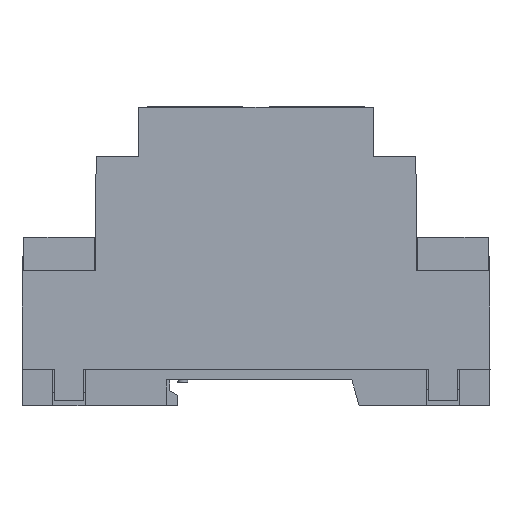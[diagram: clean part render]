
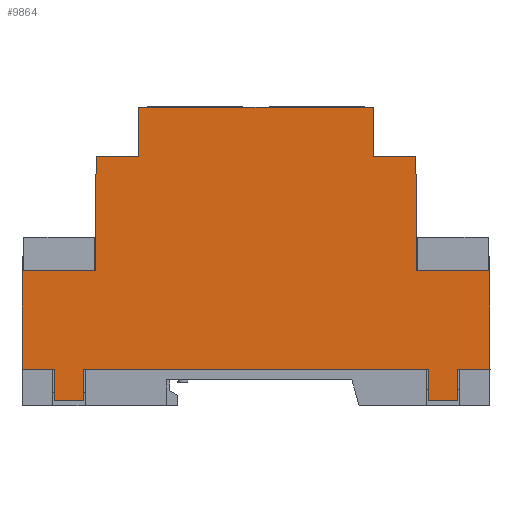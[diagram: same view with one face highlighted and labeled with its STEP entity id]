
A CAD part, front view. The second image highlights one B-rep face of the part: STEP entity #9864.
In plain terms, the highlighted planar face has unit normal (0, -1, 0).
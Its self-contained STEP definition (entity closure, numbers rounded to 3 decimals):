
#374=PLANE('',#10531);
#825=FACE_OUTER_BOUND('',#1339,.T.);
#1339=EDGE_LOOP('',(#8311,#8312,#8313,#8314,#8315,#8316,#8317,#8318,#8319,
#8320,#8321,#8322,#8323,#8324,#8325,#8326,#8327,#8328,#8329,#8330));
#2027=LINE('',#14473,#3272);
#2036=LINE('',#14491,#3281);
#2038=LINE('',#14495,#3283);
#2041=LINE('',#14500,#3286);
#2044=LINE('',#14506,#3289);
#2069=LINE('',#14557,#3314);
#2080=LINE('',#14577,#3325);
#2081=LINE('',#14580,#3326);
#2085=LINE('',#14587,#3330);
#2110=LINE('',#14638,#3355);
#2120=LINE('',#14655,#3365);
#2127=LINE('',#14667,#3372);
#2319=LINE('',#15175,#3564);
#2322=LINE('',#15180,#3567);
#2325=LINE('',#15186,#3570);
#2327=LINE('',#15190,#3572);
#2329=LINE('',#15194,#3574);
#2332=LINE('',#15200,#3577);
#2335=LINE('',#15206,#3580);
#2338=LINE('',#15211,#3583);
#3272=VECTOR('',#11697,10.);
#3281=VECTOR('',#11714,10.);
#3283=VECTOR('',#11718,10.);
#3286=VECTOR('',#11723,10.);
#3289=VECTOR('',#11728,10.);
#3314=VECTOR('',#11769,10.);
#3325=VECTOR('',#11788,10.);
#3326=VECTOR('',#11791,10.);
#3330=VECTOR('',#11797,10.);
#3355=VECTOR('',#11836,10.);
#3365=VECTOR('',#11852,10.);
#3372=VECTOR('',#11863,10.);
#3564=VECTOR('',#12355,10.);
#3567=VECTOR('',#12360,10.);
#3570=VECTOR('',#12365,10.);
#3572=VECTOR('',#12369,10.);
#3574=VECTOR('',#12373,10.);
#3577=VECTOR('',#12378,10.);
#3580=VECTOR('',#12383,10.);
#3583=VECTOR('',#12388,10.);
#4574=VERTEX_POINT('',#14467);
#4576=VERTEX_POINT('',#14471);
#4581=VERTEX_POINT('',#14490);
#4582=VERTEX_POINT('',#14494);
#4583=VERTEX_POINT('',#14498);
#4585=VERTEX_POINT('',#14505);
#4602=VERTEX_POINT('',#14554);
#4603=VERTEX_POINT('',#14556);
#4609=VERTEX_POINT('',#14579);
#4611=VERTEX_POINT('',#14585);
#4630=VERTEX_POINT('',#14637);
#4633=VERTEX_POINT('',#14652);
#4634=VERTEX_POINT('',#14654);
#4801=VERTEX_POINT('',#15171);
#4803=VERTEX_POINT('',#15174);
#4805=VERTEX_POINT('',#15183);
#4807=VERTEX_POINT('',#15189);
#4808=VERTEX_POINT('',#15193);
#4810=VERTEX_POINT('',#15199);
#4812=VERTEX_POINT('',#15205);
#5685=EDGE_CURVE('',#4574,#4576,#2027,.T.);
#5694=EDGE_CURVE('',#4576,#4581,#2036,.T.);
#5696=EDGE_CURVE('',#4574,#4582,#2038,.T.);
#5699=EDGE_CURVE('',#4581,#4583,#2041,.T.);
#5702=EDGE_CURVE('',#4585,#4582,#2044,.T.);
#5727=EDGE_CURVE('',#4602,#4603,#2069,.T.);
#5738=EDGE_CURVE('',#4603,#4583,#2080,.T.);
#5739=EDGE_CURVE('',#4602,#4609,#2081,.T.);
#5743=EDGE_CURVE('',#4609,#4611,#2085,.T.);
#5768=EDGE_CURVE('',#4630,#4585,#2110,.T.);
#5778=EDGE_CURVE('',#4634,#4633,#2120,.T.);
#5785=EDGE_CURVE('',#4611,#4634,#2127,.T.);
#6033=EDGE_CURVE('',#4803,#4801,#2319,.T.);
#6036=EDGE_CURVE('',#4633,#4803,#2322,.T.);
#6039=EDGE_CURVE('',#4801,#4805,#2325,.T.);
#6041=EDGE_CURVE('',#4807,#4630,#2327,.T.);
#6043=EDGE_CURVE('',#4808,#4807,#2329,.T.);
#6046=EDGE_CURVE('',#4810,#4808,#2332,.T.);
#6049=EDGE_CURVE('',#4812,#4810,#2335,.T.);
#6052=EDGE_CURVE('',#4805,#4812,#2338,.T.);
#8311=ORIENTED_EDGE('',*,*,#6043,.T.);
#8312=ORIENTED_EDGE('',*,*,#6041,.T.);
#8313=ORIENTED_EDGE('',*,*,#5768,.T.);
#8314=ORIENTED_EDGE('',*,*,#5702,.T.);
#8315=ORIENTED_EDGE('',*,*,#5696,.F.);
#8316=ORIENTED_EDGE('',*,*,#5685,.T.);
#8317=ORIENTED_EDGE('',*,*,#5694,.T.);
#8318=ORIENTED_EDGE('',*,*,#5699,.T.);
#8319=ORIENTED_EDGE('',*,*,#5738,.F.);
#8320=ORIENTED_EDGE('',*,*,#5727,.F.);
#8321=ORIENTED_EDGE('',*,*,#5739,.T.);
#8322=ORIENTED_EDGE('',*,*,#5743,.T.);
#8323=ORIENTED_EDGE('',*,*,#5785,.T.);
#8324=ORIENTED_EDGE('',*,*,#5778,.T.);
#8325=ORIENTED_EDGE('',*,*,#6036,.T.);
#8326=ORIENTED_EDGE('',*,*,#6033,.T.);
#8327=ORIENTED_EDGE('',*,*,#6039,.T.);
#8328=ORIENTED_EDGE('',*,*,#6052,.T.);
#8329=ORIENTED_EDGE('',*,*,#6049,.T.);
#8330=ORIENTED_EDGE('',*,*,#6046,.T.);
#9864=ADVANCED_FACE('',(#825),#374,.T.);
#10531=AXIS2_PLACEMENT_3D('',#15210,#12386,#12387);
#11697=DIRECTION('',(1.,0.,0.));
#11714=DIRECTION('',(0.,0.,1.));
#11718=DIRECTION('',(0.,0.,1.));
#11723=DIRECTION('',(1.,0.,0.));
#11728=DIRECTION('',(1.,0.,0.));
#11769=DIRECTION('',(-1.,0.,0.));
#11788=DIRECTION('',(0.,0.,1.));
#11791=DIRECTION('',(0.,0.,1.));
#11797=DIRECTION('',(1.,0.,0.));
#11836=DIRECTION('',(-0.008,0.,-1.));
#11852=DIRECTION('',(-1.,0.,0.));
#11863=DIRECTION('',(-0.008,0.,1.));
#12355=DIRECTION('',(-1.,0.,0.));
#12360=DIRECTION('',(-0.008,0.,1.));
#12365=DIRECTION('',(-0.007,0.,1.));
#12369=DIRECTION('',(-1.,0.,0.));
#12373=DIRECTION('',(-0.008,0.,-1.));
#12378=DIRECTION('',(-1.,0.,0.));
#12383=DIRECTION('',(-0.007,0.,-1.));
#12386=DIRECTION('center_axis',(0.,-1.,0.));
#12387=DIRECTION('ref_axis',(0.,0.,-1.));
#12388=DIRECTION('',(-1.,0.,0.));
#14467=CARTESIAN_POINT('',(-38.9,-18.15,-6.));
#14471=CARTESIAN_POINT('',(-33.2,-18.15,-6.));
#14473=CARTESIAN_POINT('',(-38.9,-18.15,-6.));
#14490=CARTESIAN_POINT('',(-33.2,-18.15,0.));
#14491=CARTESIAN_POINT('',(-33.2,-18.15,-6.));
#14494=CARTESIAN_POINT('',(-38.9,-18.15,0.));
#14495=CARTESIAN_POINT('',(-38.9,-18.15,-6.));
#14498=CARTESIAN_POINT('',(33.2,-18.15,0.));
#14500=CARTESIAN_POINT('',(-43.6,-18.15,0.));
#14505=CARTESIAN_POINT('',(-45.1,-18.15,0.));
#14506=CARTESIAN_POINT('',(-43.6,-18.15,0.));
#14554=CARTESIAN_POINT('',(38.9,-18.15,-6.));
#14556=CARTESIAN_POINT('',(33.2,-18.15,-6.));
#14557=CARTESIAN_POINT('',(38.9,-18.15,-6.));
#14577=CARTESIAN_POINT('',(33.2,-18.15,-6.));
#14579=CARTESIAN_POINT('',(38.9,-18.15,0.));
#14580=CARTESIAN_POINT('',(38.9,-18.15,-6.));
#14585=CARTESIAN_POINT('',(45.1,-18.15,0.));
#14587=CARTESIAN_POINT('',(-43.6,-18.15,0.));
#14637=CARTESIAN_POINT('',(-44.95,-18.15,19.));
#14638=CARTESIAN_POINT('',(-45.1,-18.15,0.));
#14652=CARTESIAN_POINT('',(30.99,-18.15,19.));
#14654=CARTESIAN_POINT('',(44.95,-18.15,19.));
#14655=CARTESIAN_POINT('',(30.99,-18.15,19.));
#14667=CARTESIAN_POINT('',(44.95,-18.15,19.));
#15171=CARTESIAN_POINT('',(22.64,-18.15,41.));
#15174=CARTESIAN_POINT('',(30.81,-18.15,41.));
#15175=CARTESIAN_POINT('',(22.64,-18.15,41.));
#15180=CARTESIAN_POINT('',(30.81,-18.15,41.));
#15183=CARTESIAN_POINT('',(22.57,-18.15,50.5));
#15186=CARTESIAN_POINT('',(22.57,-18.15,50.5));
#15189=CARTESIAN_POINT('',(-30.99,-18.15,19.));
#15190=CARTESIAN_POINT('',(-30.99,-18.15,19.));
#15193=CARTESIAN_POINT('',(-30.81,-18.15,41.));
#15194=CARTESIAN_POINT('',(-30.99,-18.15,19.));
#15199=CARTESIAN_POINT('',(-22.64,-18.15,41.));
#15200=CARTESIAN_POINT('',(-30.81,-18.15,41.));
#15205=CARTESIAN_POINT('',(-22.57,-18.15,50.5));
#15206=CARTESIAN_POINT('',(-22.64,-18.15,41.));
#15210=CARTESIAN_POINT('Origin',(-27.11,-18.15,35.841));
#15211=CARTESIAN_POINT('',(21.07,-18.15,50.5));
